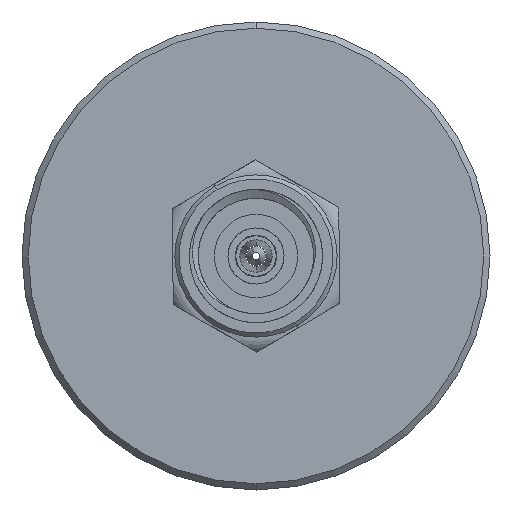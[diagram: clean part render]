
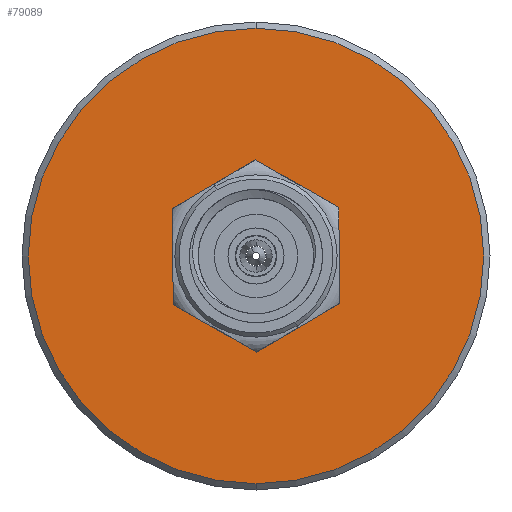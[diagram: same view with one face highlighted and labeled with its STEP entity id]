
A CAD part, front view. The second image highlights one B-rep face of the part: STEP entity #79089.
In plain terms, the highlighted planar face has unit normal (0, -1, 0).
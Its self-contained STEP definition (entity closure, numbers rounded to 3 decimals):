
#724 = EDGE_LOOP ( 'NONE', ( #55782, #45753 ) ) ;
#1144 = ORIENTED_EDGE ( 'NONE', *, *, #26809, .F. ) ;
#3009 = VERTEX_POINT ( 'NONE', #52215 ) ;
#7487 = DIRECTION ( 'NONE',  ( 0., -1., 0. ) ) ;
#23321 = DIRECTION ( 'NONE',  ( 0., -1., 0. ) ) ;
#23804 = CIRCLE ( 'NONE', #106911, 1.5 ) ;
#24854 = DIRECTION ( 'NONE',  ( 0., -1., 0. ) ) ;
#26809 = EDGE_CURVE ( 'NONE', #98121, #36291, #23804, .T. ) ;
#32058 = FACE_OUTER_BOUND ( 'NONE', #724, .T. ) ;
#36291 = VERTEX_POINT ( 'NONE', #50993 ) ;
#37235 = CIRCLE ( 'NONE', #48740, 10.95 ) ;
#38298 = CARTESIAN_POINT ( 'NONE',  ( 0., 0., 0. ) ) ;
#38955 = EDGE_CURVE ( 'NONE', #3009, #110250, #37235, .T. ) ;
#40432 = CARTESIAN_POINT ( 'NONE',  ( 0., 0., 1.5 ) ) ;
#45753 = ORIENTED_EDGE ( 'NONE', *, *, #80386, .T. ) ;
#47379 = AXIS2_PLACEMENT_3D ( 'NONE', #111506, #52629, #121369 ) ;
#48166 = DIRECTION ( 'NONE',  ( 0., 0., -1. ) ) ;
#48740 = AXIS2_PLACEMENT_3D ( 'NONE', #83648, #24854, #93551 ) ;
#50993 = CARTESIAN_POINT ( 'NONE',  ( 0., 0., -1.5 ) ) ;
#52215 = CARTESIAN_POINT ( 'NONE',  ( 0., 0., 10.95 ) ) ;
#52629 = DIRECTION ( 'NONE',  ( 0., -1., 0. ) ) ;
#55782 = ORIENTED_EDGE ( 'NONE', *, *, #38955, .T. ) ;
#56215 = CARTESIAN_POINT ( 'NONE',  ( 0., 0., -10.95 ) ) ;
#57038 = CIRCLE ( 'NONE', #107929, 1.5 ) ;
#58076 = FACE_BOUND ( 'NONE', #74734, .T. ) ;
#66250 = CARTESIAN_POINT ( 'NONE',  ( 0., 0., 0. ) ) ;
#71510 = PLANE ( 'NONE',  #47379 ) ;
#74734 = EDGE_LOOP ( 'NONE', ( #81141, #1144 ) ) ;
#76161 = DIRECTION ( 'NONE',  ( 0., 0., -1. ) ) ;
#79089 = ADVANCED_FACE ( 'NONE', ( #58076, #32058 ), #71510, .T. ) ;
#80307 = AXIS2_PLACEMENT_3D ( 'NONE', #66250, #7487, #76161 ) ;
#80386 = EDGE_CURVE ( 'NONE', #110250, #3009, #102650, .T. ) ;
#81141 = ORIENTED_EDGE ( 'NONE', *, *, #98854, .F. ) ;
#82088 = CARTESIAN_POINT ( 'NONE',  ( 0., 0., 0. ) ) ;
#83648 = CARTESIAN_POINT ( 'NONE',  ( 0., 0., 0. ) ) ;
#92011 = DIRECTION ( 'NONE',  ( 0., 0., -1. ) ) ;
#93551 = DIRECTION ( 'NONE',  ( 0., 0., -1. ) ) ;
#98121 = VERTEX_POINT ( 'NONE', #40432 ) ;
#98854 = EDGE_CURVE ( 'NONE', #36291, #98121, #57038, .T. ) ;
#102650 = CIRCLE ( 'NONE', #80307, 10.95 ) ;
#106911 = AXIS2_PLACEMENT_3D ( 'NONE', #38298, #107015, #48166 ) ;
#107015 = DIRECTION ( 'NONE',  ( 0., -1., 0. ) ) ;
#107929 = AXIS2_PLACEMENT_3D ( 'NONE', #82088, #23321, #92011 ) ;
#110250 = VERTEX_POINT ( 'NONE', #56215 ) ;
#111506 = CARTESIAN_POINT ( 'NONE',  ( -11.25, 0., 0. ) ) ;
#121369 = DIRECTION ( 'NONE',  ( 0., 0., -1. ) ) ;
